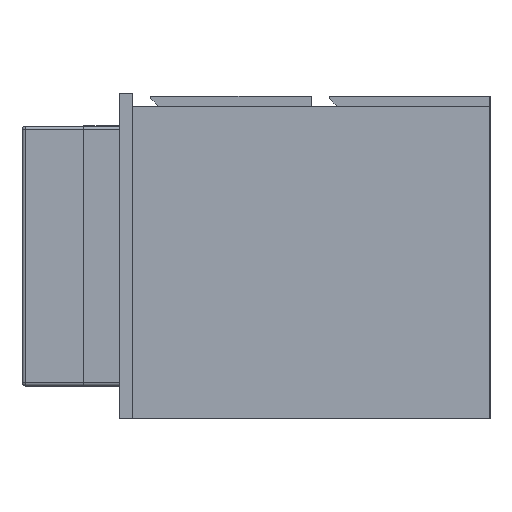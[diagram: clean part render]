
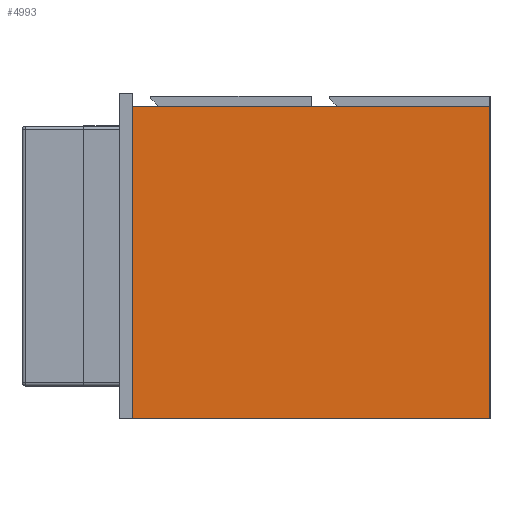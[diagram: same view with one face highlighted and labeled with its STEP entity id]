
A CAD part, left-side view. The second image highlights one B-rep face of the part: STEP entity #4993.
In plain terms, the highlighted planar face has unit normal (-1, 0, 0).
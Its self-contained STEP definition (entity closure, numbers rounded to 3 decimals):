
#132 = CARTESIAN_POINT ( 'NONE',  ( -444., -275., 480. ) ) ;
#442 = CARTESIAN_POINT ( 'NONE',  ( -444., 275., 480. ) ) ;
#467 = AXIS2_PLACEMENT_3D ( 'NONE', #4633, #918, #7911 ) ;
#609 = CARTESIAN_POINT ( 'NONE',  ( -444., -275., 480. ) ) ;
#749 = VECTOR ( 'NONE', #7346, 1000. ) ;
#918 = DIRECTION ( 'NONE',  ( -1., 0., 0. ) ) ;
#1124 = CARTESIAN_POINT ( 'NONE',  ( -444., 275., 480. ) ) ;
#1194 = LINE ( 'NONE', #1124, #7253 ) ;
#1366 = EDGE_LOOP ( 'NONE', ( #6554, #7687, #4824, #5731 ) ) ;
#1581 = CARTESIAN_POINT ( 'NONE',  ( -444., 275., 0. ) ) ;
#1653 = LINE ( 'NONE', #609, #6746 ) ;
#1694 = CARTESIAN_POINT ( 'NONE',  ( -444., 275., 480. ) ) ;
#1907 = VERTEX_POINT ( 'NONE', #1581 ) ;
#2200 = PLANE ( 'NONE',  #467 ) ;
#2742 = VERTEX_POINT ( 'NONE', #132 ) ;
#3545 = LINE ( 'NONE', #5235, #5617 ) ;
#4025 = EDGE_CURVE ( 'NONE', #2742, #7707, #1194, .T. ) ;
#4512 = LINE ( 'NONE', #442, #749 ) ;
#4520 = EDGE_CURVE ( 'NONE', #2742, #6601, #1653, .T. ) ;
#4583 = CARTESIAN_POINT ( 'NONE',  ( -444., -275., 0. ) ) ;
#4633 = CARTESIAN_POINT ( 'NONE',  ( -444., 275., 480. ) ) ;
#4824 = ORIENTED_EDGE ( 'NONE', *, *, #4025, .T. ) ;
#4993 = ADVANCED_FACE ( 'NONE', ( #6719 ), #2200, .T. ) ;
#5235 = CARTESIAN_POINT ( 'NONE',  ( -444., 275., 0. ) ) ;
#5617 = VECTOR ( 'NONE', #6530, 1000. ) ;
#5731 = ORIENTED_EDGE ( 'NONE', *, *, #7247, .T. ) ;
#6530 = DIRECTION ( 'NONE',  ( 0., 1., 0. ) ) ;
#6554 = ORIENTED_EDGE ( 'NONE', *, *, #7087, .F. ) ;
#6601 = VERTEX_POINT ( 'NONE', #4583 ) ;
#6719 = FACE_OUTER_BOUND ( 'NONE', #1366, .T. ) ;
#6746 = VECTOR ( 'NONE', #6835, 1000. ) ;
#6783 = DIRECTION ( 'NONE',  ( 0., 1., 0. ) ) ;
#6835 = DIRECTION ( 'NONE',  ( 0., 0., -1. ) ) ;
#7087 = EDGE_CURVE ( 'NONE', #6601, #1907, #3545, .T. ) ;
#7247 = EDGE_CURVE ( 'NONE', #7707, #1907, #4512, .T. ) ;
#7253 = VECTOR ( 'NONE', #6783, 1000. ) ;
#7346 = DIRECTION ( 'NONE',  ( 0., 0., -1. ) ) ;
#7687 = ORIENTED_EDGE ( 'NONE', *, *, #4520, .F. ) ;
#7707 = VERTEX_POINT ( 'NONE', #1694 ) ;
#7911 = DIRECTION ( 'NONE',  ( 0., 0., 1. ) ) ;
